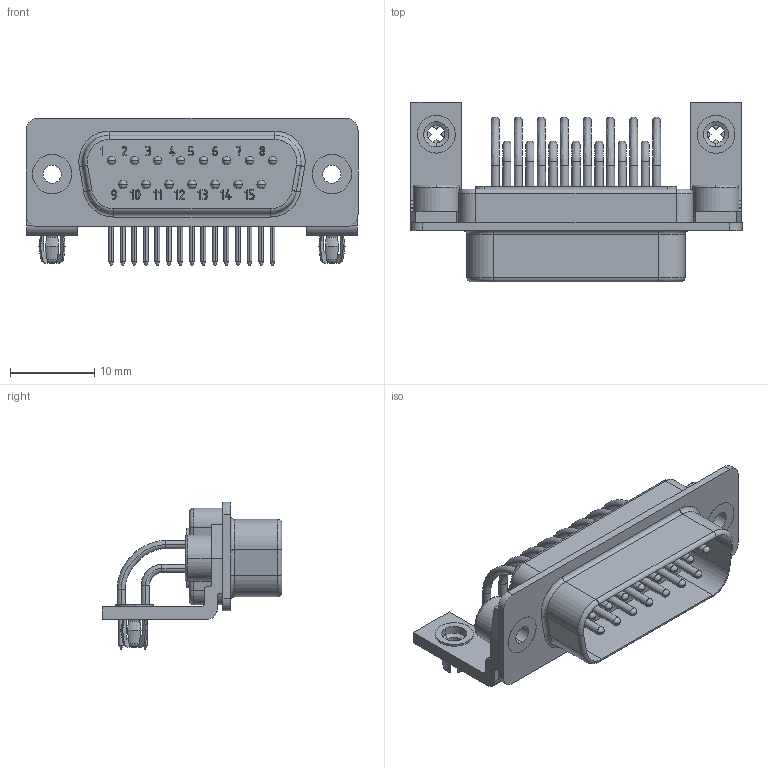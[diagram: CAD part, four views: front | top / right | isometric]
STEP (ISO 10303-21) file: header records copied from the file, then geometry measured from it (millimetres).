
FILE_DESCRIPTION(('Creo Elements/Direct Modeling STEP Export'),'2;1');
FILE_NAME('model.stp','2019-07-26T13:54:26',(''),(''),'Creo Elements/Direct Modeling STEP processor for AP214 (Solid Model)','Creo Elements/Direct Modeling 20.1A 29-Sep-2018 (C) Parametric Technology GmbH','');
FILE_SCHEMA(('AUTOMOTIVE_DESIGN { 1 0 10303 214 1 1 1 1 }'));
Length unit declared in the file: millimetre
Products named in the file (2): VS-15-ST-DSUB-ER
Assembly tree (1 placements, depth 2):
  VS-15-ST-DSUB-ER
    VS-15-ST-DSUB-ER
Bounding box: 39.52 x 21.42 x 17.57 mm (x, y, z)
Volume: 2614.6 mm3; surface area: 3920.7 mm2
Topology: 1 solids, 1 shells, 1289 faces, 3448 edges, 2275 vertices
Faces by surface type: cylinder 550, plane 523, cone 84, torus 70, extrusion 32, bspline 30
Entity records: 53631 total; most frequent: CARTESIAN_POINT 11747, ORIENTED_EDGE 6896, DIRECTION 6312, EDGE_CURVE 3448, VERTEX_POINT 2275, AXIS2_PLACEMENT_3D 2215, VECTOR 1882, LINE 1850
